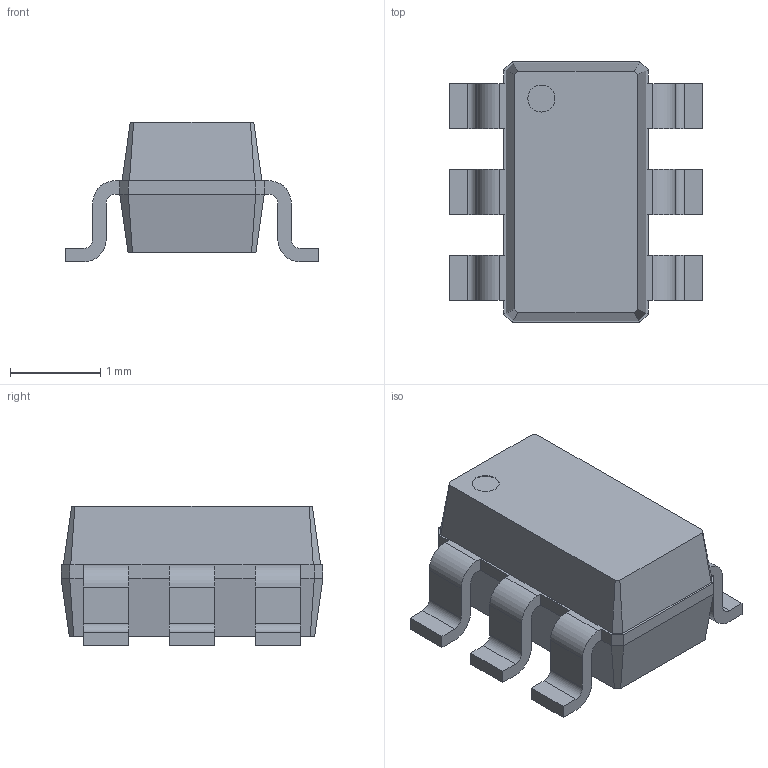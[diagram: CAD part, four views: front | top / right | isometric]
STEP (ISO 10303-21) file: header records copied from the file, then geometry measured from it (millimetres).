
FILE_DESCRIPTION (( 'STEP AP214' ), '1' );
FILE_NAME ('SOT-23-6.step', '2019-03-24T13:39:10', ( '' ), ( '' ), 'SwSTEP 2.0', 'SolidWorks 2018', '' );
FILE_SCHEMA (( 'AUTOMOTIVE_DESIGN' ));
Length unit declared in the file: millimetre
Products named in the file (1): SOT-23-6
Bounding box: 2.8 x 2.9 x 1.55 mm (x, y, z)
Volume: 6.6 mm3; surface area: 29.4 mm2
Topology: 1 solids, 1 shells, 127 faces, 324 edges, 200 vertices
Faces by surface type: plane 71, bspline 30, cylinder 26
Entity records: 4287 total; most frequent: CARTESIAN_POINT 774, ORIENTED_EDGE 648, DIRECTION 540, EDGE_CURVE 324, VECTOR 240, LINE 240, VERTEX_POINT 200, AXIS2_PLACEMENT_3D 150
